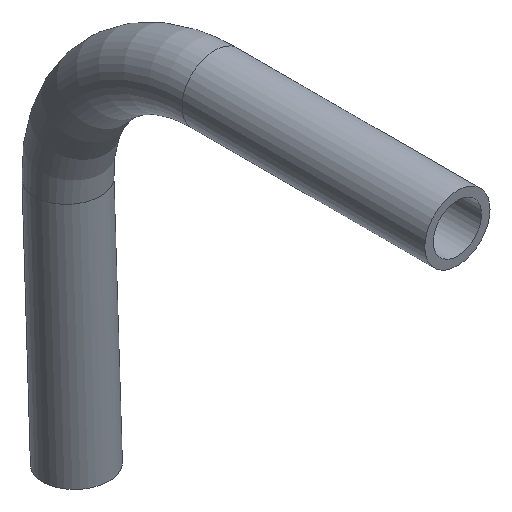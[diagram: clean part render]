
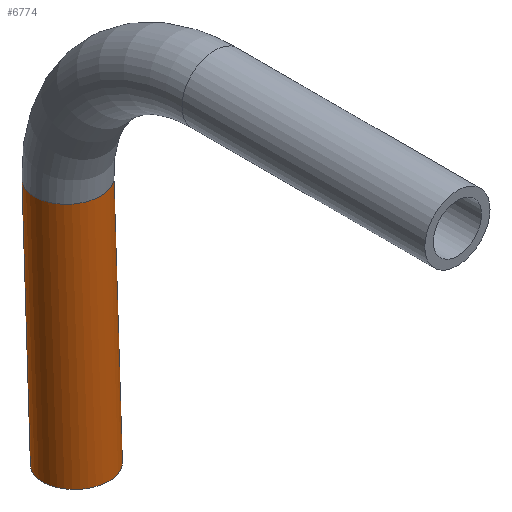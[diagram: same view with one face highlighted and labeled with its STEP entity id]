
A CAD part, isometric view. The second image highlights one B-rep face of the part: STEP entity #6774.
In plain terms, the highlighted cylindrical face has radius 6.35 mm (diameter 12.7 mm), a full revolution.
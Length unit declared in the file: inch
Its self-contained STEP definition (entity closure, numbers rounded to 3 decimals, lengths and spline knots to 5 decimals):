
#65=FACE_BOUND('',#1190,.T.);
#778=FACE_OUTER_BOUND('',#1189,.T.);
#1189=EDGE_LOOP('',(#6335));
#1190=EDGE_LOOP('',(#6336));
#1315=CIRCLE('',#7067,0.25);
#1316=CIRCLE('',#7069,0.25);
#3309=VERTEX_POINT('',#15601);
#3310=VERTEX_POINT('',#15604);
#4319=EDGE_CURVE('',#3309,#3309,#1315,.T.);
#4320=EDGE_CURVE('',#3310,#3310,#1316,.T.);
#6335=ORIENTED_EDGE('',*,*,#4319,.F.);
#6336=ORIENTED_EDGE('',*,*,#4320,.T.);
#6377=CYLINDRICAL_SURFACE('',#7068,0.25);
#6774=ADVANCED_FACE('',(#778,#65),#6377,.T.);
#7067=AXIS2_PLACEMENT_3D('',#15602,#8090,#8091);
#7068=AXIS2_PLACEMENT_3D('',#15603,#8092,#8093);
#7069=AXIS2_PLACEMENT_3D('',#15605,#8094,#8095);
#8090=DIRECTION('center_axis',(0.,0.035,0.999));
#8091=DIRECTION('ref_axis',(1.,0.,0.));
#8092=DIRECTION('center_axis',(0.,0.035,0.999));
#8093=DIRECTION('ref_axis',(1.,0.,0.));
#8094=DIRECTION('center_axis',(0.,0.035,0.999));
#8095=DIRECTION('ref_axis',(1.,0.,0.));
#15601=CARTESIAN_POINT('',(-0.25,1.12431,-0.03926));
#15602=CARTESIAN_POINT('Origin',(0.,1.12431,-0.03926));
#15603=CARTESIAN_POINT('Origin',(0.,1.05934,-1.89994));
#15604=CARTESIAN_POINT('',(-0.25,1.05934,-1.89994));
#15605=CARTESIAN_POINT('Origin',(0.,1.05934,-1.89994));
